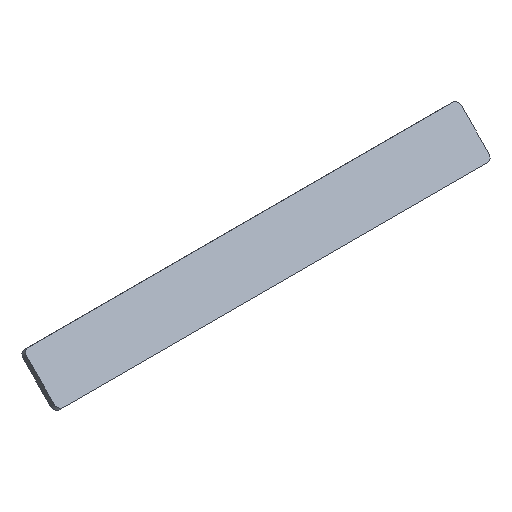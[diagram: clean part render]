
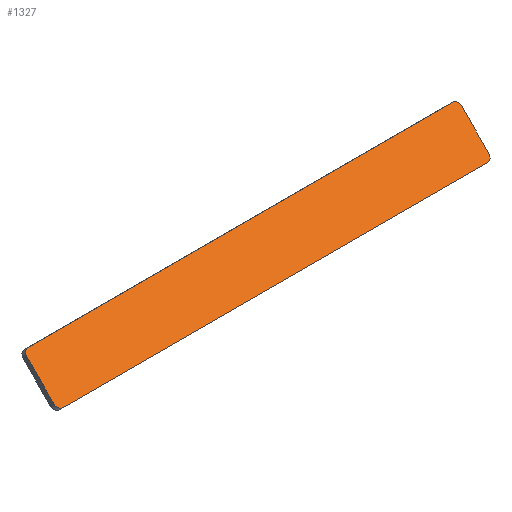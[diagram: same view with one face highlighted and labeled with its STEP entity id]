
A CAD part, isometric view. The second image highlights one B-rep face of the part: STEP entity #1327.
In plain terms, the highlighted planar face has unit normal (0, -0.707, 0.707).
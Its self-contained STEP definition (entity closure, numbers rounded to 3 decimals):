
#51=CIRCLE('',#1455,2.);
#52=CIRCLE('',#1457,2.);
#53=CIRCLE('',#1458,2.);
#54=CIRCLE('',#1459,2.);
#173=FACE_OUTER_BOUND('',#255,.T.);
#255=EDGE_LOOP('',(#1179,#1180,#1181,#1182,#1183,#1184,#1185,#1186));
#385=LINE('',#2283,#517);
#386=LINE('',#2287,#518);
#387=LINE('',#2291,#519);
#388=LINE('',#2294,#520);
#517=VECTOR('',#1807,10.);
#518=VECTOR('',#1810,10.);
#519=VECTOR('',#1813,10.);
#520=VECTOR('',#1816,10.);
#643=VERTEX_POINT('',#2276);
#644=VERTEX_POINT('',#2277);
#645=VERTEX_POINT('',#2282);
#646=VERTEX_POINT('',#2284);
#647=VERTEX_POINT('',#2286);
#648=VERTEX_POINT('',#2288);
#649=VERTEX_POINT('',#2290);
#650=VERTEX_POINT('',#2292);
#823=EDGE_CURVE('',#643,#644,#51,.T.);
#826=EDGE_CURVE('',#643,#645,#385,.T.);
#827=EDGE_CURVE('',#646,#645,#52,.T.);
#828=EDGE_CURVE('',#646,#647,#386,.T.);
#829=EDGE_CURVE('',#648,#647,#53,.T.);
#830=EDGE_CURVE('',#648,#649,#387,.T.);
#831=EDGE_CURVE('',#650,#649,#54,.T.);
#832=EDGE_CURVE('',#650,#644,#388,.T.);
#1179=ORIENTED_EDGE('',*,*,#823,.F.);
#1180=ORIENTED_EDGE('',*,*,#826,.T.);
#1181=ORIENTED_EDGE('',*,*,#827,.F.);
#1182=ORIENTED_EDGE('',*,*,#828,.T.);
#1183=ORIENTED_EDGE('',*,*,#829,.F.);
#1184=ORIENTED_EDGE('',*,*,#830,.T.);
#1185=ORIENTED_EDGE('',*,*,#831,.F.);
#1186=ORIENTED_EDGE('',*,*,#832,.T.);
#1256=PLANE('',#1456);
#1327=ADVANCED_FACE('',(#173),#1256,.T.);
#1455=AXIS2_PLACEMENT_3D('',#2278,#1801,#1802);
#1456=AXIS2_PLACEMENT_3D('',#2281,#1805,#1806);
#1457=AXIS2_PLACEMENT_3D('',#2285,#1808,#1809);
#1458=AXIS2_PLACEMENT_3D('',#2289,#1811,#1812);
#1459=AXIS2_PLACEMENT_3D('',#2293,#1814,#1815);
#1801=DIRECTION('center_axis',(0.,0.707,-0.707));
#1802=DIRECTION('ref_axis',(0.707,-0.5,-0.5));
#1805=DIRECTION('center_axis',(0.,-0.707,0.707));
#1806=DIRECTION('ref_axis',(1.,0.,0.));
#1807=DIRECTION('',(0.,0.707,0.707));
#1808=DIRECTION('center_axis',(0.,0.707,-0.707));
#1809=DIRECTION('ref_axis',(0.707,0.5,0.5));
#1810=DIRECTION('',(-1.,0.,0.));
#1811=DIRECTION('center_axis',(0.,0.707,-0.707));
#1812=DIRECTION('ref_axis',(-0.707,0.5,0.5));
#1813=DIRECTION('',(0.,-0.707,-0.707));
#1814=DIRECTION('center_axis',(0.,0.707,-0.707));
#1815=DIRECTION('ref_axis',(-0.707,-0.5,-0.5));
#1816=DIRECTION('',(1.,0.,0.));
#2276=CARTESIAN_POINT('',(84.,-12.009,10.803));
#2277=CARTESIAN_POINT('',(82.,-13.423,9.388));
#2278=CARTESIAN_POINT('Origin',(82.,-12.009,10.803));
#2281=CARTESIAN_POINT('Origin',(0.,-6.706,16.106));
#2282=CARTESIAN_POINT('',(84.,-1.403,21.409));
#2283=CARTESIAN_POINT('',(84.,-13.423,9.388));
#2284=CARTESIAN_POINT('',(82.,0.012,22.823));
#2285=CARTESIAN_POINT('Origin',(82.,-1.403,21.409));
#2286=CARTESIAN_POINT('',(-82.,0.012,22.823));
#2287=CARTESIAN_POINT('',(84.,0.012,22.823));
#2288=CARTESIAN_POINT('',(-84.,-1.403,21.409));
#2289=CARTESIAN_POINT('Origin',(-82.,-1.403,21.409));
#2290=CARTESIAN_POINT('',(-84.,-12.009,10.803));
#2291=CARTESIAN_POINT('',(-84.,0.012,22.823));
#2292=CARTESIAN_POINT('',(-82.,-13.423,9.388));
#2293=CARTESIAN_POINT('Origin',(-82.,-12.009,10.803));
#2294=CARTESIAN_POINT('',(-84.,-13.423,9.388));
